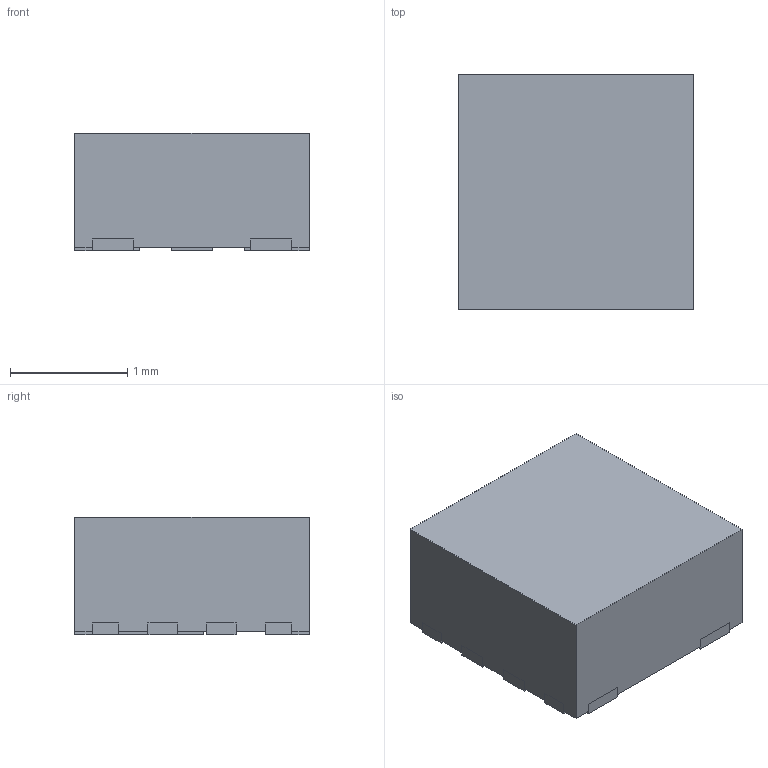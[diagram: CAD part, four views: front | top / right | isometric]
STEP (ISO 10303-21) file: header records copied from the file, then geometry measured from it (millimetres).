
FILE_DESCRIPTION((''),'2;1');
FILE_NAME('RPE0009B_ASM','2021-08-20T08:53:21',('a0412086'),(''),'CREO PARAMETRIC BY PTC INC, 2018500','CREO PARAMETRIC BY PTC INC, 2018500','');
FILE_SCHEMA(('CONFIG_CONTROL_DESIGN','SHAPE_APPEARANCE_LAYERS_GROUPS'));
Length unit declared in the file: millimetre
Products named in the file (3): FRAME; MOLD; RPE0009B_ASM
Assembly tree (2 placements, depth 2):
  RPE0009B_ASM
    FRAME
    MOLD
Bounding box: 2 x 2 x 1 mm (x, y, z)
Volume: 3.9 mm3; surface area: 20.8 mm2
Topology: 10 solids, 10 shells, 114 faces, 282 edges, 188 vertices
Faces by surface type: plane 114
Entity records: 4421 total; most frequent: CARTESIAN_POINT 589, ORIENTED_EDGE 564, DIRECTION 520, PRESENTATION_STYLE_ASSIGNMENT 305, STYLED_ITEM 292, VECTOR 282, LINE 282, CURVE_STYLE 282
